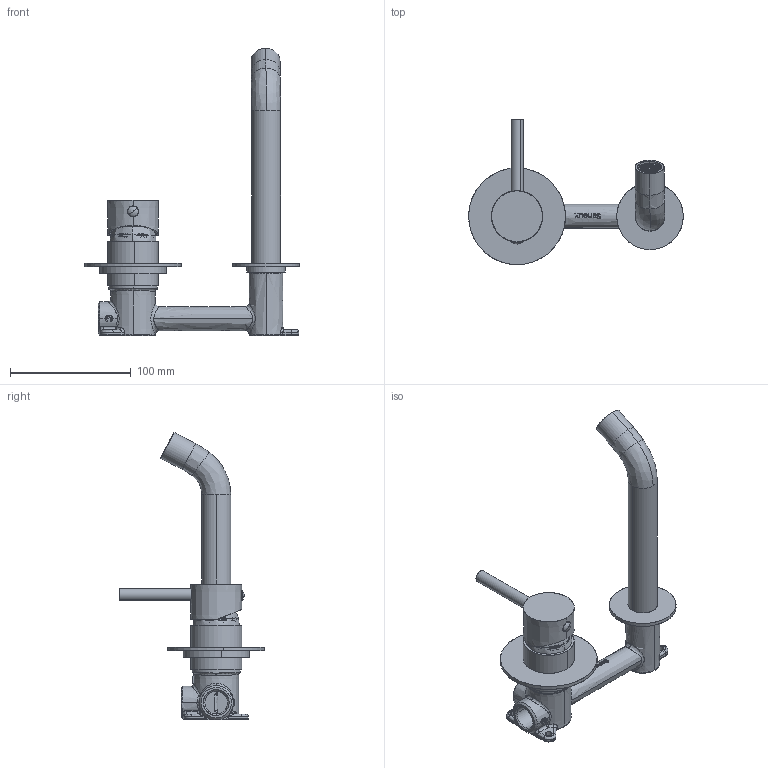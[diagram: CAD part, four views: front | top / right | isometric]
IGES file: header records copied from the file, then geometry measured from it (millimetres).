
Start section: SolidWorks IGES file using analytic representation for surfaces
Global section: file name: CO2052.IGS; native system: SolidWorks 2019; preprocessor: SolidWorks 2019; author: adamj; date: 200120.084212; units: millimetre
Bounding box: 177.49 x 120.11 x 237.5 mm (x, y, z)
Surface area: 120286 mm2 (no closed solid volume)
Topology: 0 solids, 0 shells, 1149 faces, 14146 edges, 14126 vertices
Faces by surface type: bspline 651, revolution 498
